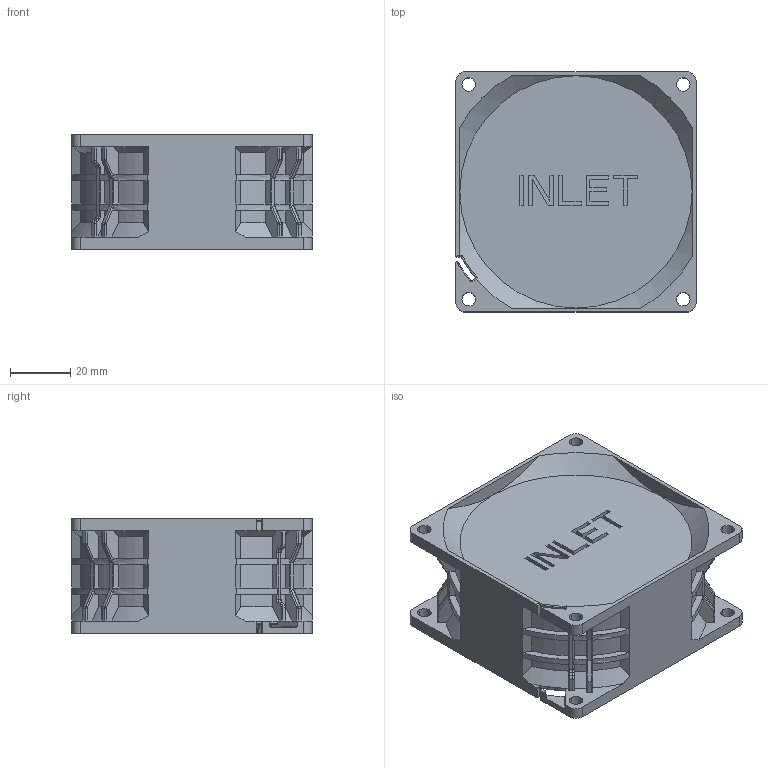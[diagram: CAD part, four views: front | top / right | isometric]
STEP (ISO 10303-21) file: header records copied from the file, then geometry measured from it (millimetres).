
FILE_DESCRIPTION((''),'2;1');
FILE_NAME('PRT0020','2021-09-13T',('ALLEN.HSUEH'),(''),'CREO PARAMETRIC BY PTC INC, 2015080','CREO PARAMETRIC BY PTC INC, 2015080','');
FILE_SCHEMA(('AUTOMOTIVE_DESIGN { 1 0 10303 214 1 1 1 1 }'));
Length unit declared in the file: millimetre
Products named in the file (1): PRT0020
Bounding box: 80 x 80 x 38 mm (x, y, z)
Volume: 171295.4 mm3; surface area: 33016 mm2
Topology: 1 solids, 1 shells, 683 faces, 1883 edges, 1213 vertices
Faces by surface type: plane 355, cylinder 216, torus 43, bspline 36, cone 32, sphere 1
Entity records: 24226 total; most frequent: CARTESIAN_POINT 7000, ORIENTED_EDGE 3762, DIRECTION 3385, EDGE_CURVE 1881, VERTEX_POINT 1213, AXIS2_PLACEMENT_3D 1131, VECTOR 1123, LINE 1123
